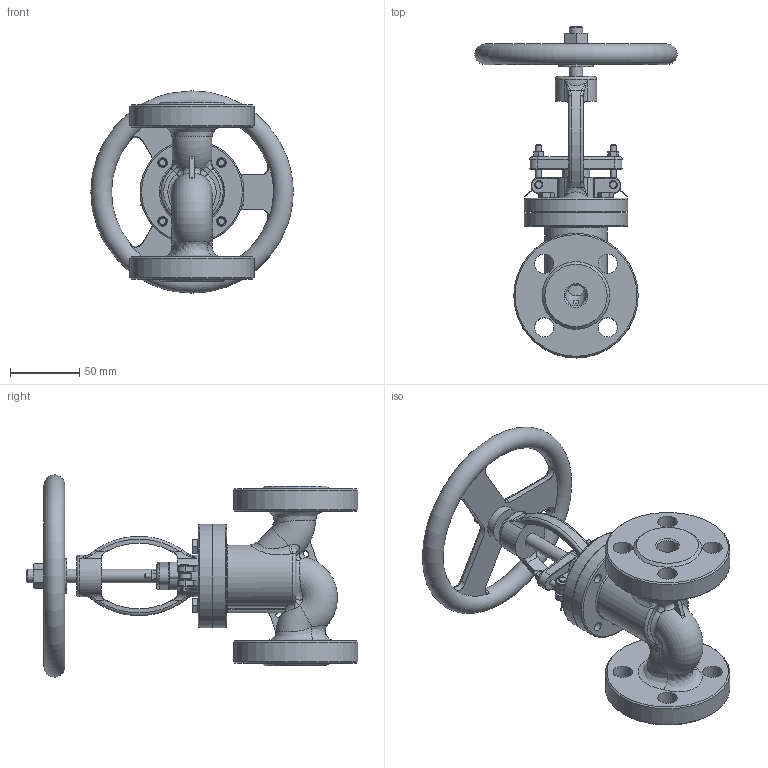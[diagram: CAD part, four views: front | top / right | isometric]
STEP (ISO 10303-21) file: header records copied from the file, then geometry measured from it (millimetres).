
FILE_DESCRIPTION(/* description */ (''),/* implementation_level */ '2;1');
FILE_NAME(/* name */ 'DN15_3D_STEP.stp',/* time_stamp */ '2025-04-19T20:23:34+03:00',/* author */ ('igorr'),/* organization */ (''),/* preprocessor_version */ 'ST-DEVELOPER v20',/* originating_system */ 'Autodesk Inventor 2025',/* authorisation */ '');
FILE_SCHEMA (('AUTOMOTIVE_DESIGN { 1 0 10303 214 3 1 1 }'));
Length unit declared in the file: millimetre
Products named in the file (6): Сборка1; Деталь1; Деталь2; AS 1110 - M6 x 12; ANSI B18.2.4.2M - M4x0,7; ANSI B18.2.4.2M - M10x1,5
Assembly tree (9 placements, depth 2):
  Сборка1
    Деталь1
    Деталь2
    AS 1110 - M6 x 12  x4
    ANSI B18.2.4.2M - M4x0,7  x2
    ANSI B18.2.4.2M - M10x1,5
Bounding box: 146.35 x 240 x 146.35 mm (x, y, z)
Volume: 558044.1 mm3; surface area: 128598.3 mm2
Topology: 9 solids, 9 shells, 601 faces, 1450 edges, 883 vertices
Faces by surface type: plane 210, cylinder 147, bspline 110, cone 81, torus 53
Full cylindrical faces by diameter (mm): 0.7 x2, 1 x2, 3 x4, 3.242 x2, 4 x6, 6 x6, 7 x8, 8.376 x1, 10 x7, 14 x8, 15 x3, 16 x1, 20 x1, 25 x2, 30 x1, 75 x2, 90 x2
Entity records: 20839 total; most frequent: CARTESIAN_POINT 8868, ORIENTED_EDGE 2462, DIRECTION 2189, EDGE_CURVE 1231, AXIS2_PLACEMENT_3D 911, VERTEX_POINT 764, EDGE_LOOP 593, FACE_OUTER_BOUND 506
